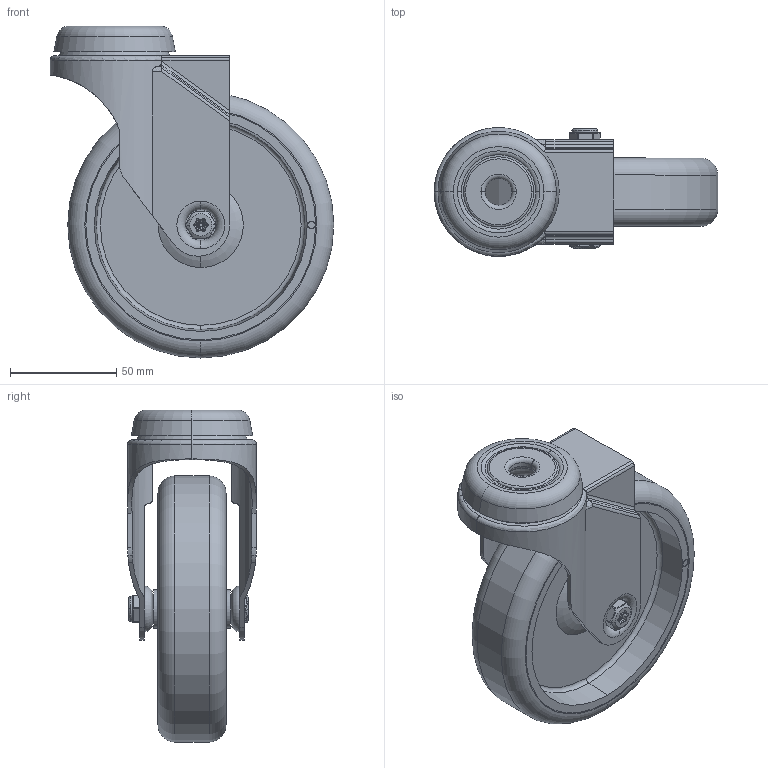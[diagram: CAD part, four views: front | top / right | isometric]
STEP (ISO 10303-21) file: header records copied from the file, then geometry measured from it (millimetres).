
FILE_DESCRIPTION(('STEP AP203'),'1');
FILE_NAME('BZM125GRECBH12.STEP','2023-06-26T12:08:21',(' '),(' '),'Spatial InterOp 3D',' ',' ');
FILE_SCHEMA(('CONFIG_CONTROL_DESIGN'));
Length unit declared in the file: metre
Products named in the file (17): BZM125ASBH12; ZINC PLATED PRESSED STEEL HEAD; ZINC PLATED PRESSED STEEL FORKS; BZM125GRECBH12; BZM125WGREC; 85 SHORE A ELECTRICALLY CONDUCTIVE RUBBER; NYLON RIM; NYLON RIM Geometry; SPOT; TUBEM10X37; ZINC PLATED AXLE TUBE; BOLTBZM8MM; ZINC PLATED AXLE BOLT; NYLOC NUT; NUT; RUBBER; NYLOCM8Z
Assembly tree (16 placements, depth 4):
  BZM125GRECBH12
    BZM125ASBH12
      ZINC PLATED PRESSED STEEL HEAD
      ZINC PLATED PRESSED STEEL FORKS
    BZM125WGREC
      85 SHORE A ELECTRICALLY CONDUCTIVE RUBBER
      NYLON RIM
        NYLON RIM Geometry
        SPOT
    TUBEM10X37
      ZINC PLATED AXLE TUBE
    BOLTBZM8MM
      ZINC PLATED AXLE BOLT
    NYLOCM8Z
      NYLOC NUT
        NUT
        RUBBER
Bounding box: 133.25 x 60.5 x 156 mm (x, y, z)
Volume: 224437.2 mm3; surface area: 109675.3 mm2
Topology: 9 solids, 9 shells, 384 faces, 902 edges, 550 vertices
Faces by surface type: cylinder 172, torus 76, plane 70, sphere 32, bspline 18, cone 16
Entity records: 18867 total; most frequent: CARTESIAN_POINT 8981, DIRECTION 2107, ORIENTED_EDGE 1792, AXIS2_PLACEMENT_3D 920, EDGE_CURVE 896, VERTEX_POINT 550, CIRCLE 510, EDGE_LOOP 422
